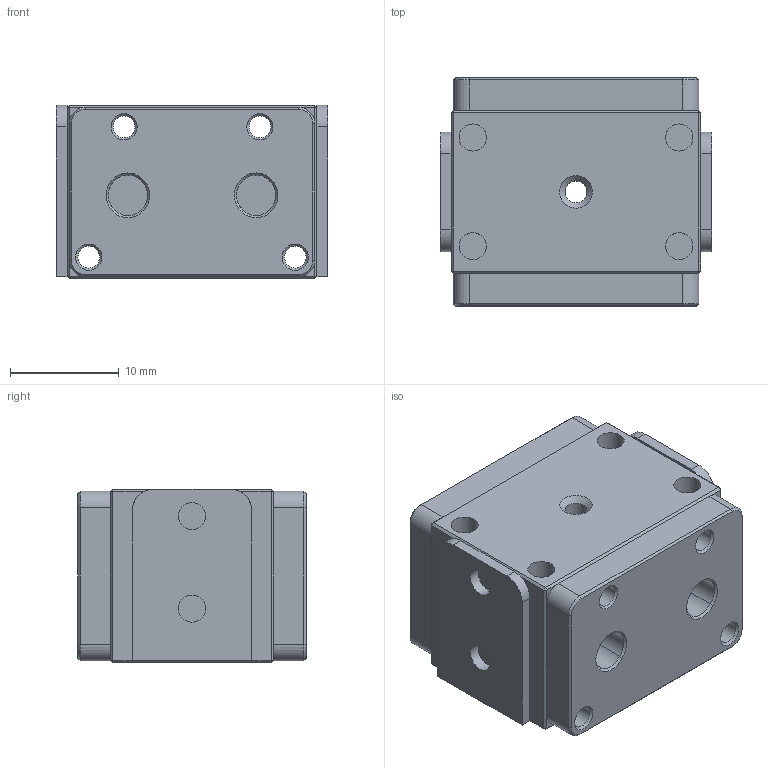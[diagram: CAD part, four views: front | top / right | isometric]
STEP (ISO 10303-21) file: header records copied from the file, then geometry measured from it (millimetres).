
FILE_DESCRIPTION(/* description */ (''),/* implementation_level */ '2;1');
FILE_NAME(/* name */ 'mockup - liquid cooling.step',/* time_stamp */ '2024-09-04T05:00:34+08:00',/* author */ (''),/* organization */ (''),/* preprocessor_version */ 'ST-DEVELOPER v20',/* originating_system */ 'Autodesk Translation Framework v13.14.0.145',/* authorisation */ '');
FILE_SCHEMA (('AUTOMOTIVE_DESIGN { 1 0 10303 214 3 1 1 }'));
Length unit declared in the file: millimetre
Products named in the file (1): mockup - liquid cooling
Bounding box: 25 x 21 x 16 mm (x, y, z)
Volume: 7482.9 mm3; surface area: 3229.8 mm2
Topology: 1 solids, 1 shells, 132 faces, 279 edges, 159 vertices
Faces by surface type: plane 74, cylinder 29, cone 21, bspline 8
Full cylindrical faces by diameter (mm): 2 x5, 2.5 x8
Entity records: 3865 total; most frequent: CARTESIAN_POINT 1009, DIRECTION 592, ORIENTED_EDGE 558, EDGE_CURVE 279, AXIS2_PLACEMENT_3D 208, LINE 176, VECTOR 176, VERTEX_POINT 159
